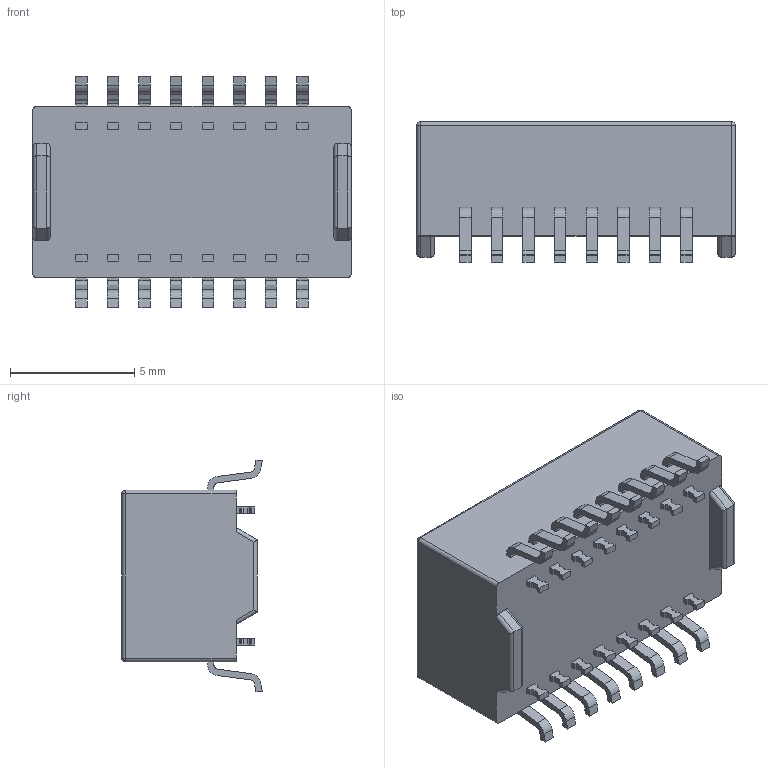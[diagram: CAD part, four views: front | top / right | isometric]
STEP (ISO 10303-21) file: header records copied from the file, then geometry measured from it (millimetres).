
FILE_DESCRIPTION((''),'2;1');
FILE_NAME('01-161007','2021-08-18T14:32:50',('pc183'),(''),'CREO PARAMETRIC BY PTC INC, 2020033','CREO PARAMETRIC BY PTC INC, 2020033','');
FILE_SCHEMA(('CONFIG_CONTROL_DESIGN'));
Length unit declared in the file: millimetre
Products named in the file (1): 01-161007
Bounding box: 12.8 x 5.65 x 9.3 mm (x, y, z)
Volume: 415.8 mm3; surface area: 442.3 mm2
Topology: 1 solids, 1 shells, 585 faces, 1630 edges, 1080 vertices
Faces by surface type: plane 367, cylinder 214, sphere 4
Entity records: 18798 total; most frequent: CARTESIAN_POINT 3359, ORIENTED_EDGE 3260, DIRECTION 3188, EDGE_CURVE 1630, VECTOR 1210, LINE 1210, VERTEX_POINT 1080, AXIS2_PLACEMENT_3D 989
